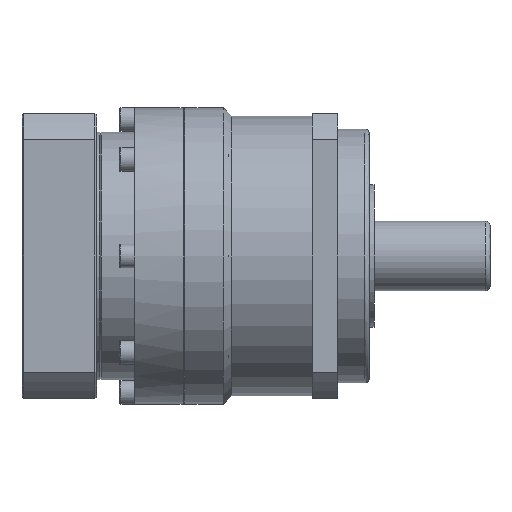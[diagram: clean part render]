
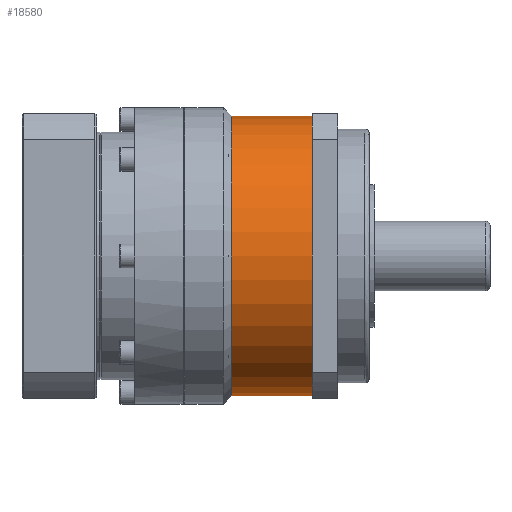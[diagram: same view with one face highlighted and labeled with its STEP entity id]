
A CAD part, front view. The second image highlights one B-rep face of the part: STEP entity #18580.
In plain terms, the highlighted cylindrical face has radius 44 mm (diameter 88 mm), a partial arc.
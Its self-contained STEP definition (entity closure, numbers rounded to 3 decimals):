
#231 = VECTOR ( 'NONE', #685, 1000. ) ;
#323 = AXIS2_PLACEMENT_3D ( 'NONE', #10398, #17570, #8975 ) ;
#446 = AXIS2_PLACEMENT_3D ( 'NONE', #3898, #3604, #3537 ) ;
#465 = EDGE_LOOP ( 'NONE', ( #5349, #10501, #14005, #13358 ) ) ;
#685 = DIRECTION ( 'NONE',  ( -1., 0., 0. ) ) ;
#895 = CYLINDRICAL_SURFACE ( 'NONE', #323, 44. ) ;
#940 = CARTESIAN_POINT ( 'NONE',  ( -56., 0., 44. ) ) ;
#2093 = VERTEX_POINT ( 'NONE', #940 ) ;
#2794 = EDGE_CURVE ( 'NONE', #13120, #2093, #9934, .T. ) ;
#3537 = DIRECTION ( 'NONE',  ( 0., 0., 1. ) ) ;
#3604 = DIRECTION ( 'NONE',  ( -1., 0., 0. ) ) ;
#3898 = CARTESIAN_POINT ( 'NONE',  ( -56., 0., 0. ) ) ;
#4053 = CARTESIAN_POINT ( 'NONE',  ( -81.5, 0., -44. ) ) ;
#4147 = DIRECTION ( 'NONE',  ( 1., 0., 0. ) ) ;
#4752 = EDGE_CURVE ( 'NONE', #13120, #7169, #15342, .T. ) ;
#4853 = LINE ( 'NONE', #11183, #18443 ) ;
#4875 = EDGE_CURVE ( 'NONE', #2093, #6162, #4853, .T. ) ;
#5349 = ORIENTED_EDGE ( 'NONE', *, *, #4752, .F. ) ;
#6162 = VERTEX_POINT ( 'NONE', #14184 ) ;
#7169 = VERTEX_POINT ( 'NONE', #4053 ) ;
#8975 = DIRECTION ( 'NONE',  ( 0., 0., 1. ) ) ;
#9919 = EDGE_CURVE ( 'NONE', #6162, #7169, #15487, .T. ) ;
#9934 = CIRCLE ( 'NONE', #446, 44. ) ;
#10398 = CARTESIAN_POINT ( 'NONE',  ( -68.75, 0., 0. ) ) ;
#10501 = ORIENTED_EDGE ( 'NONE', *, *, #2794, .T. ) ;
#11183 = CARTESIAN_POINT ( 'NONE',  ( -68.75, 0., 44. ) ) ;
#12572 = DIRECTION ( 'NONE',  ( -1., 0., 0. ) ) ;
#12925 = CARTESIAN_POINT ( 'NONE',  ( -81.5, 0., 0. ) ) ;
#13120 = VERTEX_POINT ( 'NONE', #18591 ) ;
#13358 = ORIENTED_EDGE ( 'NONE', *, *, #9919, .T. ) ;
#14005 = ORIENTED_EDGE ( 'NONE', *, *, #4875, .T. ) ;
#14007 = FACE_OUTER_BOUND ( 'NONE', #465, .T. ) ;
#14184 = CARTESIAN_POINT ( 'NONE',  ( -81.5, 0., 44. ) ) ;
#14389 = DIRECTION ( 'NONE',  ( 0., 0., 1. ) ) ;
#15342 = LINE ( 'NONE', #16720, #231 ) ;
#15487 = CIRCLE ( 'NONE', #16164, 44. ) ;
#16164 = AXIS2_PLACEMENT_3D ( 'NONE', #12925, #4147, #14389 ) ;
#16720 = CARTESIAN_POINT ( 'NONE',  ( -68.75, 0., -44. ) ) ;
#17570 = DIRECTION ( 'NONE',  ( -1., 0., 0. ) ) ;
#18443 = VECTOR ( 'NONE', #12572, 1000. ) ;
#18580 = ADVANCED_FACE ( 'NONE', ( #14007 ), #895, .T. ) ;
#18591 = CARTESIAN_POINT ( 'NONE',  ( -56., 0., -44. ) ) ;
